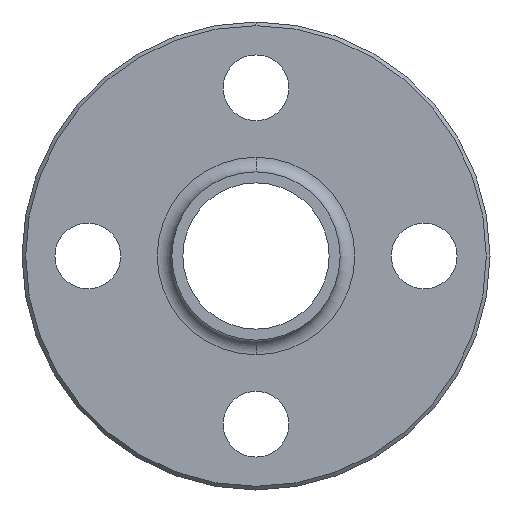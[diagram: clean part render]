
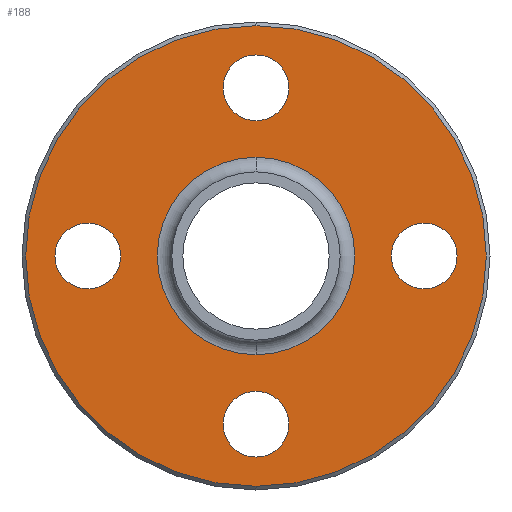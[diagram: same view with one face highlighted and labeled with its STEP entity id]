
A CAD part, left-side view. The second image highlights one B-rep face of the part: STEP entity #188.
In plain terms, the highlighted planar face has unit normal (-1, 0, 0).
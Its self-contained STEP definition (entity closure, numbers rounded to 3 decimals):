
#14 = CARTESIAN_POINT ( 'NONE',  ( 6.609, 0., 23. ) ) ;
#17 = FACE_BOUND ( 'NONE', #876, .T. ) ;
#18 = VERTEX_POINT ( 'NONE', #1034 ) ;
#32 = DIRECTION ( 'NONE',  ( -1., 0., 0. ) ) ;
#52 = CIRCLE ( 'NONE', #134, 13.5 ) ;
#77 = VERTEX_POINT ( 'NONE', #416 ) ;
#78 = DIRECTION ( 'NONE',  ( -1., 0., 0. ) ) ;
#80 = CARTESIAN_POINT ( 'NONE',  ( 6.609, 0., 0. ) ) ;
#85 = FACE_BOUND ( 'NONE', #443, .T. ) ;
#89 = DIRECTION ( 'NONE',  ( 0., 0., -1. ) ) ;
#99 = CARTESIAN_POINT ( 'NONE',  ( 6.609, 23., -4.5 ) ) ;
#100 = PLANE ( 'NONE',  #959 ) ;
#109 = EDGE_LOOP ( 'NONE', ( #936, #716 ) ) ;
#110 = DIRECTION ( 'NONE',  ( 0., 0., -1. ) ) ;
#113 = VERTEX_POINT ( 'NONE', #251 ) ;
#129 = CIRCLE ( 'NONE', #359, 31.5 ) ;
#134 = AXIS2_PLACEMENT_3D ( 'NONE', #171, #767, #503 ) ;
#139 = AXIS2_PLACEMENT_3D ( 'NONE', #14, #271, #606 ) ;
#160 = CIRCLE ( 'NONE', #139, 4.5 ) ;
#164 = EDGE_CURVE ( 'NONE', #749, #677, #129, .T. ) ;
#171 = CARTESIAN_POINT ( 'NONE',  ( 6.609, 0., 0. ) ) ;
#178 = FACE_BOUND ( 'NONE', #109, .T. ) ;
#187 = ORIENTED_EDGE ( 'NONE', *, *, #277, .T. ) ;
#188 = ADVANCED_FACE ( 'NONE', ( #743, #582, #85, #178, #17, #506 ), #100, .F. ) ;
#194 = DIRECTION ( 'NONE',  ( 1., 0., 0. ) ) ;
#218 = CARTESIAN_POINT ( 'NONE',  ( 6.609, 23., 0. ) ) ;
#251 = CARTESIAN_POINT ( 'NONE',  ( 6.609, 0., -13.5 ) ) ;
#271 = DIRECTION ( 'NONE',  ( 1., 0., 0. ) ) ;
#277 = EDGE_CURVE ( 'NONE', #871, #18, #910, .T. ) ;
#289 = CARTESIAN_POINT ( 'NONE',  ( 6.609, 0., 0. ) ) ;
#298 = ORIENTED_EDGE ( 'NONE', *, *, #836, .T. ) ;
#309 = DIRECTION ( 'NONE',  ( 1., 0., 0. ) ) ;
#310 = EDGE_LOOP ( 'NONE', ( #454, #630 ) ) ;
#325 = EDGE_CURVE ( 'NONE', #113, #77, #1042, .T. ) ;
#331 = AXIS2_PLACEMENT_3D ( 'NONE', #925, #1021, #950 ) ;
#335 = AXIS2_PLACEMENT_3D ( 'NONE', #218, #550, #873 ) ;
#355 = CARTESIAN_POINT ( 'NONE',  ( 6.609, 0., 23. ) ) ;
#359 = AXIS2_PLACEMENT_3D ( 'NONE', #80, #594, #915 ) ;
#361 = VERTEX_POINT ( 'NONE', #859 ) ;
#378 = DIRECTION ( 'NONE',  ( 0., 0., 1. ) ) ;
#379 = CIRCLE ( 'NONE', #524, 4.5 ) ;
#385 = ORIENTED_EDGE ( 'NONE', *, *, #946, .T. ) ;
#399 = AXIS2_PLACEMENT_3D ( 'NONE', #813, #78, #637 ) ;
#409 = CARTESIAN_POINT ( 'NONE',  ( 6.609, 0., 31.5 ) ) ;
#410 = EDGE_CURVE ( 'NONE', #668, #1030, #414, .T. ) ;
#414 = CIRCLE ( 'NONE', #724, 4.5 ) ;
#416 = CARTESIAN_POINT ( 'NONE',  ( 6.609, 0., 13.5 ) ) ;
#443 = EDGE_LOOP ( 'NONE', ( #298, #187 ) ) ;
#450 = EDGE_CURVE ( 'NONE', #770, #990, #596, .T. ) ;
#454 = ORIENTED_EDGE ( 'NONE', *, *, #164, .T. ) ;
#461 = DIRECTION ( 'NONE',  ( 0., 0., -1. ) ) ;
#463 = AXIS2_PLACEMENT_3D ( 'NONE', #289, #32, #378 ) ;
#474 = VERTEX_POINT ( 'NONE', #656 ) ;
#478 = ORIENTED_EDGE ( 'NONE', *, *, #789, .T. ) ;
#495 = ORIENTED_EDGE ( 'NONE', *, *, #769, .F. ) ;
#503 = DIRECTION ( 'NONE',  ( 0., 0., 1. ) ) ;
#506 = FACE_OUTER_BOUND ( 'NONE', #310, .T. ) ;
#512 = DIRECTION ( 'NONE',  ( 0., 0., -1. ) ) ;
#518 = EDGE_CURVE ( 'NONE', #990, #770, #379, .T. ) ;
#524 = AXIS2_PLACEMENT_3D ( 'NONE', #723, #660, #985 ) ;
#541 = EDGE_LOOP ( 'NONE', ( #683, #385 ) ) ;
#550 = DIRECTION ( 'NONE',  ( 1., 0., 0. ) ) ;
#580 = AXIS2_PLACEMENT_3D ( 'NONE', #616, #855, #110 ) ;
#582 = FACE_BOUND ( 'NONE', #541, .T. ) ;
#594 = DIRECTION ( 'NONE',  ( -1., 0., 0. ) ) ;
#596 = CIRCLE ( 'NONE', #335, 4.5 ) ;
#606 = DIRECTION ( 'NONE',  ( 0., 0., -1. ) ) ;
#616 = CARTESIAN_POINT ( 'NONE',  ( 6.609, 0., -23. ) ) ;
#620 = CARTESIAN_POINT ( 'NONE',  ( 6.609, 0., -18.5 ) ) ;
#630 = ORIENTED_EDGE ( 'NONE', *, *, #1035, .T. ) ;
#634 = CARTESIAN_POINT ( 'NONE',  ( 6.609, -23., 0. ) ) ;
#637 = DIRECTION ( 'NONE',  ( 0., 0., 1. ) ) ;
#647 = CIRCLE ( 'NONE', #399, 31.5 ) ;
#649 = CIRCLE ( 'NONE', #1050, 4.5 ) ;
#655 = CARTESIAN_POINT ( 'NONE',  ( 6.609, 23., 4.5 ) ) ;
#656 = CARTESIAN_POINT ( 'NONE',  ( 6.609, 0., 27.5 ) ) ;
#660 = DIRECTION ( 'NONE',  ( 1., 0., 0. ) ) ;
#668 = VERTEX_POINT ( 'NONE', #974 ) ;
#676 = DIRECTION ( 'NONE',  ( 1., 0., 0. ) ) ;
#677 = VERTEX_POINT ( 'NONE', #409 ) ;
#683 = ORIENTED_EDGE ( 'NONE', *, *, #410, .T. ) ;
#687 = EDGE_CURVE ( 'NONE', #361, #474, #160, .T. ) ;
#698 = CARTESIAN_POINT ( 'NONE',  ( 6.609, -23., 0. ) ) ;
#716 = ORIENTED_EDGE ( 'NONE', *, *, #518, .T. ) ;
#722 = ORIENTED_EDGE ( 'NONE', *, *, #687, .T. ) ;
#723 = CARTESIAN_POINT ( 'NONE',  ( 6.609, 23., 0. ) ) ;
#724 = AXIS2_PLACEMENT_3D ( 'NONE', #634, #309, #461 ) ;
#743 = FACE_BOUND ( 'NONE', #933, .T. ) ;
#749 = VERTEX_POINT ( 'NONE', #847 ) ;
#751 = CARTESIAN_POINT ( 'NONE',  ( 6.609, 13.5, 0. ) ) ;
#767 = DIRECTION ( 'NONE',  ( -1., 0., 0. ) ) ;
#768 = AXIS2_PLACEMENT_3D ( 'NONE', #355, #194, #89 ) ;
#769 = EDGE_CURVE ( 'NONE', #77, #113, #52, .T. ) ;
#770 = VERTEX_POINT ( 'NONE', #99 ) ;
#779 = DIRECTION ( 'NONE',  ( 0., 0., -1. ) ) ;
#789 = EDGE_CURVE ( 'NONE', #474, #361, #1009, .T. ) ;
#813 = CARTESIAN_POINT ( 'NONE',  ( 6.609, 0., 0. ) ) ;
#836 = EDGE_CURVE ( 'NONE', #18, #871, #1000, .T. ) ;
#847 = CARTESIAN_POINT ( 'NONE',  ( 6.609, 0., -31.5 ) ) ;
#855 = DIRECTION ( 'NONE',  ( 1., 0., 0. ) ) ;
#859 = CARTESIAN_POINT ( 'NONE',  ( 6.609, 0., 18.5 ) ) ;
#871 = VERTEX_POINT ( 'NONE', #620 ) ;
#872 = DIRECTION ( 'NONE',  ( 1., 0., 0. ) ) ;
#873 = DIRECTION ( 'NONE',  ( 0., 0., -1. ) ) ;
#876 = EDGE_LOOP ( 'NONE', ( #495, #907 ) ) ;
#907 = ORIENTED_EDGE ( 'NONE', *, *, #325, .F. ) ;
#910 = CIRCLE ( 'NONE', #331, 4.5 ) ;
#915 = DIRECTION ( 'NONE',  ( 0., 0., 1. ) ) ;
#925 = CARTESIAN_POINT ( 'NONE',  ( 6.609, 0., -23. ) ) ;
#933 = EDGE_LOOP ( 'NONE', ( #722, #478 ) ) ;
#936 = ORIENTED_EDGE ( 'NONE', *, *, #450, .T. ) ;
#946 = EDGE_CURVE ( 'NONE', #1030, #668, #649, .T. ) ;
#950 = DIRECTION ( 'NONE',  ( 0., 0., -1. ) ) ;
#959 = AXIS2_PLACEMENT_3D ( 'NONE', #751, #676, #512 ) ;
#974 = CARTESIAN_POINT ( 'NONE',  ( 6.609, -23., -4.5 ) ) ;
#985 = DIRECTION ( 'NONE',  ( 0., 0., -1. ) ) ;
#990 = VERTEX_POINT ( 'NONE', #655 ) ;
#1000 = CIRCLE ( 'NONE', #580, 4.5 ) ;
#1009 = CIRCLE ( 'NONE', #768, 4.5 ) ;
#1021 = DIRECTION ( 'NONE',  ( 1., 0., 0. ) ) ;
#1030 = VERTEX_POINT ( 'NONE', #1058 ) ;
#1034 = CARTESIAN_POINT ( 'NONE',  ( 6.609, 0., -27.5 ) ) ;
#1035 = EDGE_CURVE ( 'NONE', #677, #749, #647, .T. ) ;
#1042 = CIRCLE ( 'NONE', #463, 13.5 ) ;
#1050 = AXIS2_PLACEMENT_3D ( 'NONE', #698, #872, #779 ) ;
#1058 = CARTESIAN_POINT ( 'NONE',  ( 6.609, -23., 4.5 ) ) ;
